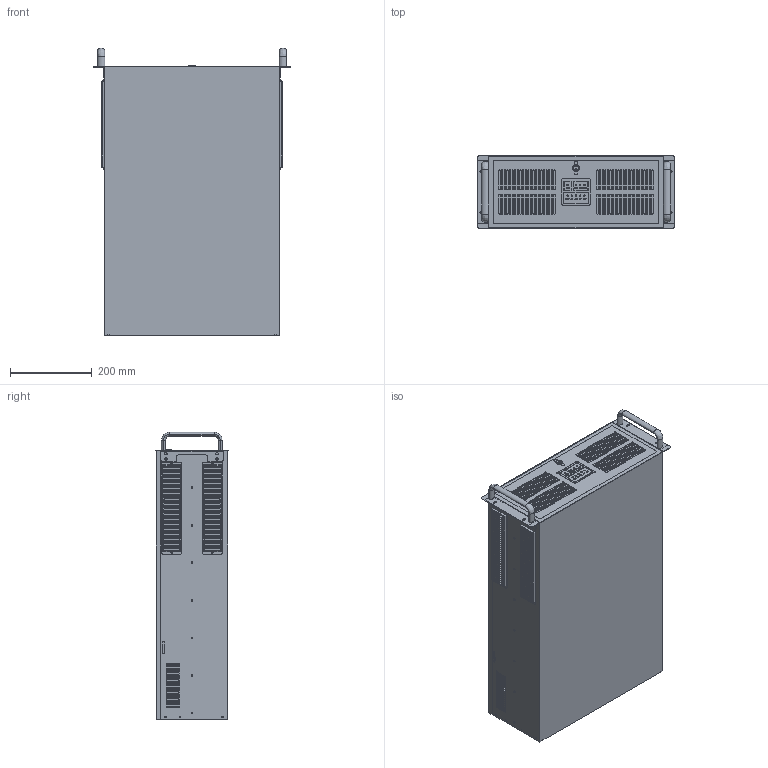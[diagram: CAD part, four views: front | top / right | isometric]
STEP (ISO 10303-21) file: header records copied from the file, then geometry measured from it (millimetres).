
FILE_DESCRIPTION (( 'STEP AP203' ), '1' );
FILE_NAME ('IPC-623.STEP', '2007-05-23T00:04:24', ( 'Anderson Professional Modeling' ), ( 'Anderson Professional Modeling' ), 'SwSTEP 2.0', 'SolidWorks 2007', '' );
FILE_SCHEMA (( 'CONFIG_CONTROL_DESIGN' ));
Products named in the file (1): IPC-623
Bounding box: 482 x 177 x 703.4 mm (x, y, z)
Volume: 49076382.1 mm3; surface area: 1127911.1 mm2
Topology: 1 solids, 1 shells, 4148 faces, 10818 edges, 7132 vertices
Faces by surface type: plane 2242, cylinder 1673, bspline 111, torus 54, cone 52, sphere 16
Entity records: 132637 total; most frequent: CARTESIAN_POINT 27914, DIRECTION 22152, ORIENTED_EDGE 21604, EDGE_CURVE 10802, AXIS2_PLACEMENT_3D 7518, VERTEX_POINT 7132, LINE 7116, VECTOR 7116
